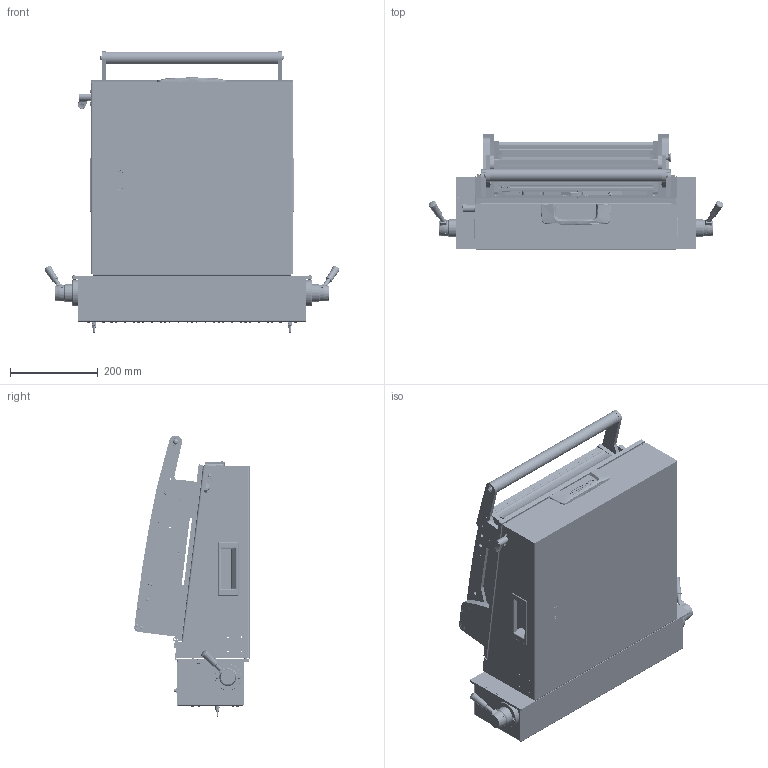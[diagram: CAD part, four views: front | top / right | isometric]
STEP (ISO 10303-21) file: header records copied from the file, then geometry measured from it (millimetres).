
FILE_DESCRIPTION (( 'STEP AP214' ), '1' );
FILE_NAME ('INGUN_32735.STEP', '2024-08-20T08:40:40', ( '' ), ( '' ), 'SwSTEP 2.0', 'SolidWorks 2021', '' );
FILE_SCHEMA (( 'AUTOMOTIVE_DESIGN' ));
Length unit declared in the file: millimetre
Products named in the file (149): 53839~0_S; K_02038~0; 53729~0; ASR~asr_拱04,2x07x拌8; 35648~17; 35716~2; 15101~0_Spring Pin ISO 8752 - 3 x 16 - St; 35714~3_S; DIN125~n_04,3 M04,0; 32724~1; 114566~1_S; 32171~0_S; DIN6325~n_04,0m6x014; 21332~0_MA 2112<Standard>; 111995~2_S; ISO7380~n_M03,0x005; 35650~12_S; 109934~1_S; DIN934~n_M04,0; 113854~0_S; 110705~3_S; 109949~0_S; 53031~0_S; DIN6325~n_02,0m6x020; 114115~0_S; 110231~1_S; 30758~0_S; 55716~4_S; 39894~2_S; 35151~0_S; 114891~0_S; DIN125~n_06,4 M06,0 Fase; 55712~0_S; DIN7991~n_M05,0x016; ISO7380~n_M02,5x008; 29805~4_geschlossen<S>; 10998~0; 2281~0; 109128~0_S; 37753~3_S ...
Assembly tree (449 placements, depth 6):
  INGUN_32735
    114903~0_ohne GF<S>
      32172~8
      30758~0_S  x2
        30758_01~0_S
        30758_02~0_S
        38564~0
      20902~0
      21332~0_MA 2112<Standard>
        21332_02~0
        21332_01~0
      53032~0_S
      32171~0_S
      32462~0_S
      29805~4_geschlossen<S>
        110322~4_S
        110705~3_S
        30984~0_S
        110231~1_S
        110443~0_S
        30112~0
        ISO7380~n_M05,0x030
        ISO7380~n_M04,0x008  x2
        DIN914~n_M04,0x05
      35334~0_S
      DIN7991~n_M05,0x016
      DIN7991~n_M05,0x012  x2
      DIN985-A2~n_M04,0  x3
      8804~0
      DIN125~n_04,3 M04,0  x2
    35650~12_S
      109770~1_S
        35648~17
        35661~4_S
        35662~11_S
        35663~9_S
        2281~0_180ø<Standard>  x2
          2281~0
        112064~0_S  x2
        53031~0_S
        35649~1_S
        35651~1_S
        31253~0_S
        30955~0_S
        30915~0
        ASR~asr_拱04,2x07x拌8  x2
        2528~0  x2
        31109~0
        35664~1_S
        114566~1_S  x2
          112087~1_S
            111995~2_S
            112086~2_S
            DIN125~n_05,3 M05,0 Fase
          49317~0
          DIN125~n_06,4 M06,0 Fase
          DIN912~n_M04,0x016
          DIN125~n_04,3 M04,0
        DIN6325~n_04,0m6x016  x2
        DIN7991~n_M05,0x020  x6
Bounding box: 669.86 x 262.15 x 639.14 mm (x, y, z)
Volume: 5544363.2 mm3; surface area: 3260517.3 mm2
Topology: 465 solids, 465 shells, 11818 faces, 29371 edges, 18745 vertices
Faces by surface type: cylinder 5978, plane 3725, cone 1359, torus 357, bspline 249, sphere 150
Entity records: 190759 total; most frequent: CARTESIAN_POINT 42488, DIRECTION 30133, ORIENTED_EDGE 27246, EDGE_CURVE 13623, AXIS2_PLACEMENT_3D 11536, VERTEX_POINT 8791, LINE 7061, VECTOR 7061
